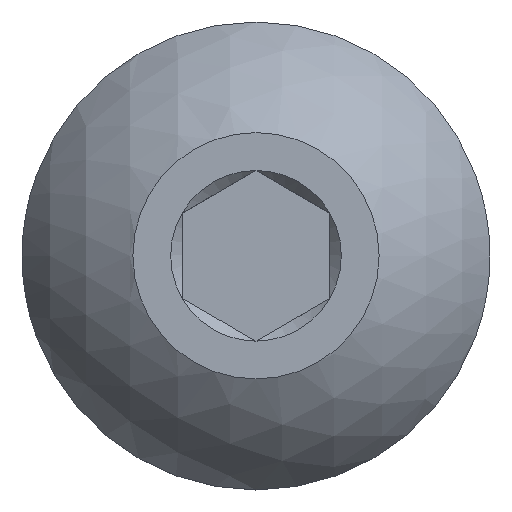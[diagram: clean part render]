
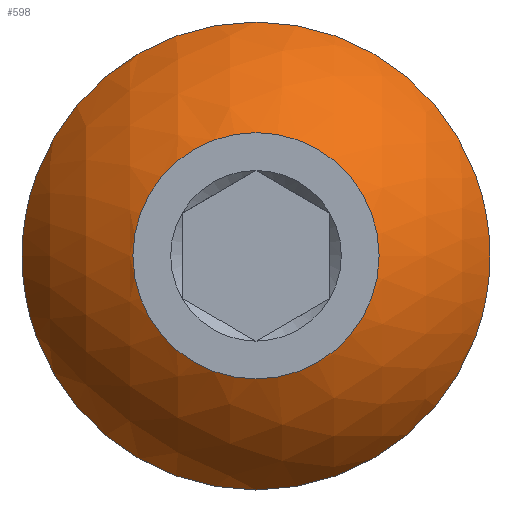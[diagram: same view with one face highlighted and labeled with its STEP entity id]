
A CAD part, top view. The second image highlights one B-rep face of the part: STEP entity #598.
In plain terms, the highlighted spherical face has radius 5.287 mm.
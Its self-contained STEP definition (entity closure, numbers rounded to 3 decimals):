
#33=FACE_BOUND('',#114,.T.);
#36=SPHERICAL_SURFACE('',#661,5.287);
#74=FACE_OUTER_BOUND('',#113,.T.);
#113=EDGE_LOOP('',(#476));
#114=EDGE_LOOP('',(#477));
#180=CIRCLE('',#659,4.75);
#182=CIRCLE('',#662,2.5);
#287=VERTEX_POINT('',#2015);
#289=VERTEX_POINT('',#2021);
#363=EDGE_CURVE('',#287,#287,#180,.T.);
#366=EDGE_CURVE('',#289,#289,#182,.T.);
#476=ORIENTED_EDGE('',*,*,#363,.T.);
#477=ORIENTED_EDGE('',*,*,#366,.F.);
#598=ADVANCED_FACE('',(#74,#33),#36,.T.);
#659=AXIS2_PLACEMENT_3D('',#2016,#759,#760);
#661=AXIS2_PLACEMENT_3D('',#2020,#764,#765);
#662=AXIS2_PLACEMENT_3D('',#2022,#766,#767);
#759=DIRECTION('center_axis',(0.,0.,1.));
#760=DIRECTION('ref_axis',(0.,-1.,0.));
#764=DIRECTION('center_axis',(1.,0.,0.));
#765=DIRECTION('ref_axis',(0.,-1.,0.));
#766=DIRECTION('center_axis',(0.,0.,1.));
#767=DIRECTION('ref_axis',(0.,-1.,0.));
#2015=CARTESIAN_POINT('',(0.,4.75,3.413));
#2016=CARTESIAN_POINT('Origin',(0.,0.,3.413));
#2020=CARTESIAN_POINT('Origin',(0.,0.,
1.092));
#2021=CARTESIAN_POINT('',(0.,-2.5,5.75));
#2022=CARTESIAN_POINT('Origin',(0.,0.,5.75));
